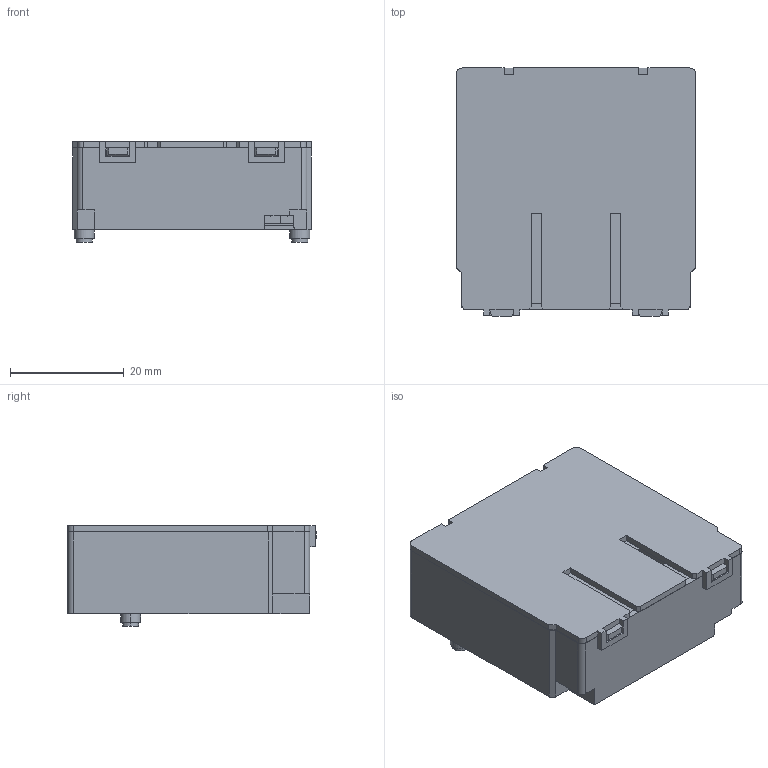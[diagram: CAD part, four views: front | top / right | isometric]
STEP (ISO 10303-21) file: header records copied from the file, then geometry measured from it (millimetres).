
FILE_DESCRIPTION((''),'2;1');
FILE_NAME('USPROZNIK_ASM','2016-09-09T',('jsubic'),('Audax d.o.o.'),'CREO PARAMETRIC BY PTC INC, 2015290','CREO PARAMETRIC BY PTC INC, 2015290','');
FILE_SCHEMA(('CONFIG_CONTROL_DESIGN'));
Length unit declared in the file: millimetre
Products named in the file (3): 37422161; 37422162; USPROZNIK_ASM
Assembly tree (2 placements, depth 2):
  USPROZNIK_ASM
    37422161
    37422162
Bounding box: 42 x 43.6 x 17.7 mm (x, y, z)
Volume: 6829 mm3; surface area: 12931.8 mm2
Topology: 2 solids, 2 shells, 293 faces, 807 edges, 526 vertices
Faces by surface type: plane 240, cylinder 43, cone 8, bspline 2
Entity records: 9341 total; most frequent: CARTESIAN_POINT 1685, ORIENTED_EDGE 1614, DIRECTION 1501, EDGE_CURVE 807, VECTOR 705, LINE 705, VERTEX_POINT 526, AXIS2_PLACEMENT_3D 398
